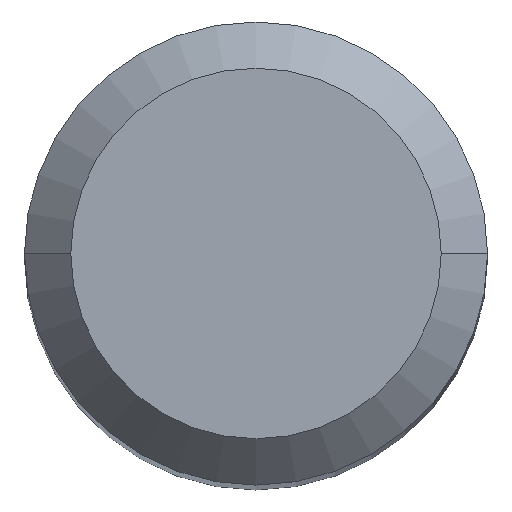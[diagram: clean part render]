
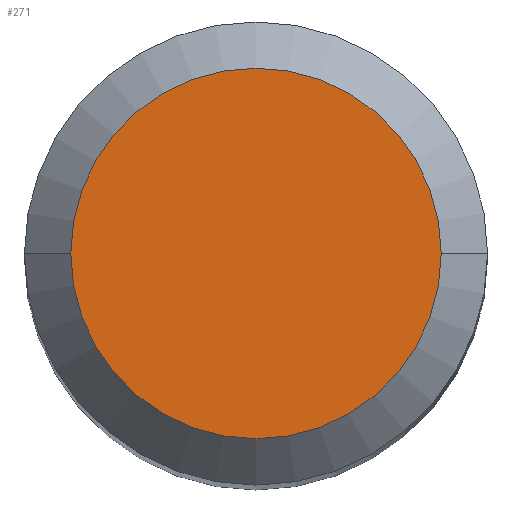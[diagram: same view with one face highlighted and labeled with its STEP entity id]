
A CAD part, top view. The second image highlights one B-rep face of the part: STEP entity #271.
In plain terms, the highlighted planar face has unit normal (0, 0, 1).
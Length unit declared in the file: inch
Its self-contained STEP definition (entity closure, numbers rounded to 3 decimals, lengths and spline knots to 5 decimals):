
#5 = CARTESIAN_POINT ( 'NONE',  ( 0., 0., 0. ) ) ;
#28 = AXIS2_PLACEMENT_3D ( 'NONE', #441, #105, #42 ) ;
#42 = DIRECTION ( 'NONE',  ( 1., 0., 0. ) ) ;
#51 = EDGE_LOOP ( 'NONE', ( #136, #281 ) ) ;
#75 = CARTESIAN_POINT ( 'NONE',  ( 0., 0., 0. ) ) ;
#77 = DIRECTION ( 'NONE',  ( 1., 0., 0. ) ) ;
#103 = AXIS2_PLACEMENT_3D ( 'NONE', #75, #119, #77 ) ;
#105 = DIRECTION ( 'NONE',  ( 0., 0., 1. ) ) ;
#119 = DIRECTION ( 'NONE',  ( 0., 0., 1. ) ) ;
#136 = ORIENTED_EDGE ( 'NONE', *, *, #142, .T. ) ;
#142 = EDGE_CURVE ( 'NONE', #165, #287, #337, .T. ) ;
#165 = VERTEX_POINT ( 'NONE', #193 ) ;
#171 = AXIS2_PLACEMENT_3D ( 'NONE', #5, #273, #421 ) ;
#192 = EDGE_CURVE ( 'NONE', #287, #165, #369, .T. ) ;
#193 = CARTESIAN_POINT ( 'NONE',  ( -0.09448, 0., 0. ) ) ;
#196 = FACE_OUTER_BOUND ( 'NONE', #51, .T. ) ;
#271 = ADVANCED_FACE ( 'NONE', ( #196 ), #344, .F. ) ;
#273 = DIRECTION ( 'NONE',  ( 0., 0., -1. ) ) ;
#276 = CARTESIAN_POINT ( 'NONE',  ( 0.09448, 0., 0. ) ) ;
#281 = ORIENTED_EDGE ( 'NONE', *, *, #192, .T. ) ;
#287 = VERTEX_POINT ( 'NONE', #276 ) ;
#337 = CIRCLE ( 'NONE', #28, 0.09448 ) ;
#344 = PLANE ( 'NONE',  #171 ) ;
#369 = CIRCLE ( 'NONE', #103, 0.09448 ) ;
#421 = DIRECTION ( 'NONE',  ( -1., 0., 0. ) ) ;
#441 = CARTESIAN_POINT ( 'NONE',  ( 0., 0., 0. ) ) ;
